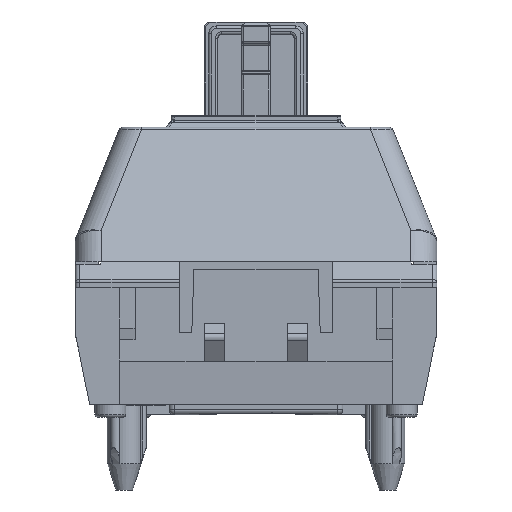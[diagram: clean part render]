
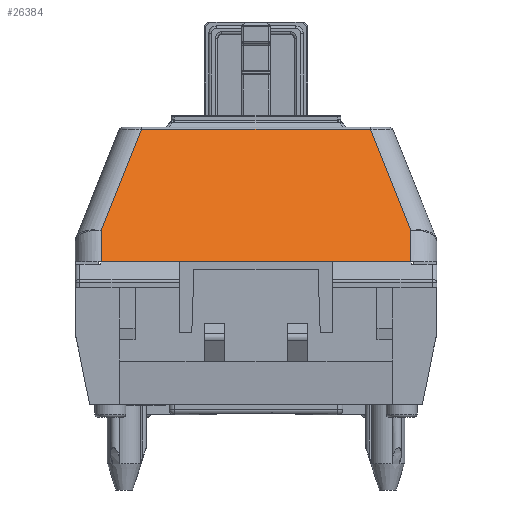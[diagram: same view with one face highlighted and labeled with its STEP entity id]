
A CAD part, left-side view. The second image highlights one B-rep face of the part: STEP entity #26384.
In plain terms, the highlighted planar face has unit normal (-0.837, 0, 0.547).
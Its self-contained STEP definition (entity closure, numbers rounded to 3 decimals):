
#3011=LINE('',#47258,#5357);
#3109=LINE('',#47858,#5455);
#3123=LINE('',#48012,#5469);
#3124=LINE('',#48016,#5470);
#3125=LINE('',#48017,#5471);
#3126=LINE('',#48018,#5472);
#5357=VECTOR('',#35572,10.);
#5455=VECTOR('',#35874,10.);
#5469=VECTOR('',#35912,10.);
#5470=VECTOR('',#35917,10.);
#5471=VECTOR('',#35918,10.);
#5472=VECTOR('',#35919,10.);
#7753=FACE_OUTER_BOUND('',#9304,.T.);
#9304=EDGE_LOOP('',(#23946,#23947,#23948,#23949,#23950,#23951));
#12532=VERTEX_POINT('',#47255);
#12533=VERTEX_POINT('',#47257);
#12631=VERTEX_POINT('',#47852);
#12632=VERTEX_POINT('',#47856);
#12651=VERTEX_POINT('',#48011);
#12652=VERTEX_POINT('',#48015);
#16283=EDGE_CURVE('',#12533,#12532,#3011,.T.);
#16445=EDGE_CURVE('',#12631,#12632,#3109,.T.);
#16470=EDGE_CURVE('',#12632,#12651,#3123,.T.);
#16472=EDGE_CURVE('',#12652,#12631,#3124,.T.);
#16473=EDGE_CURVE('',#12533,#12652,#3125,.T.);
#16474=EDGE_CURVE('',#12651,#12532,#3126,.T.);
#23946=ORIENTED_EDGE('',*,*,#16445,.F.);
#23947=ORIENTED_EDGE('',*,*,#16472,.F.);
#23948=ORIENTED_EDGE('',*,*,#16473,.F.);
#23949=ORIENTED_EDGE('',*,*,#16283,.T.);
#23950=ORIENTED_EDGE('',*,*,#16474,.F.);
#23951=ORIENTED_EDGE('',*,*,#16470,.F.);
#24894=PLANE('',#28843);
#26384=ADVANCED_FACE('',(#7753),#24894,.T.);
#28843=AXIS2_PLACEMENT_3D('',#48014,#35915,#35916);
#35572=DIRECTION('',(0.,-1.,0.));
#35874=DIRECTION('',(0.,-1.,0.));
#35912=DIRECTION('',(-0.519,-0.317,-0.794));
#35915=DIRECTION('center_axis',(-0.837,0.,0.547));
#35916=DIRECTION('ref_axis',(0.547,0.,0.837));
#35917=DIRECTION('',(0.519,-0.317,0.794));
#35918=DIRECTION('',(0.547,0.,0.837));
#35919=DIRECTION('',(-0.547,0.,-0.837));
#47255=CARTESIAN_POINT('',(-7.346,-5.975,1.));
#47257=CARTESIAN_POINT('',(-7.346,5.975,1.));
#47258=CARTESIAN_POINT('',(-7.346,0.,1.));
#47852=CARTESIAN_POINT('',(-4.005,4.413,6.109));
#47856=CARTESIAN_POINT('',(-4.005,-4.413,6.109));
#47858=CARTESIAN_POINT('',(-4.005,0.,6.109));
#48011=CARTESIAN_POINT('',(-6.558,-5.975,2.205));
#48012=CARTESIAN_POINT('',(-3.606,-4.169,6.719));
#48014=CARTESIAN_POINT('Origin',(-7.346,0.,1.));
#48015=CARTESIAN_POINT('',(-6.558,5.975,2.205));
#48016=CARTESIAN_POINT('',(-4.645,4.805,5.13));
#48017=CARTESIAN_POINT('',(-5.641,5.975,3.607));
#48018=CARTESIAN_POINT('',(-5.641,-5.975,3.607));
